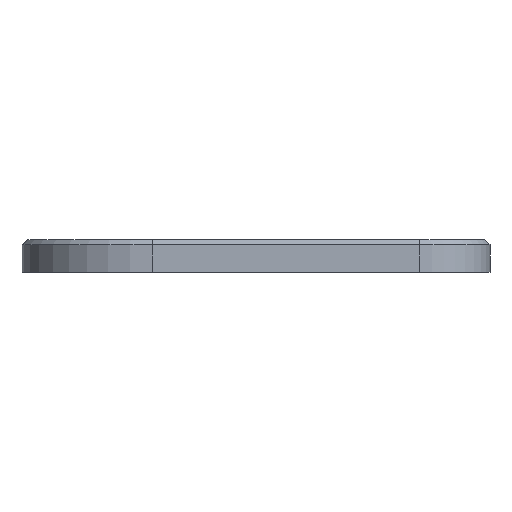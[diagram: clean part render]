
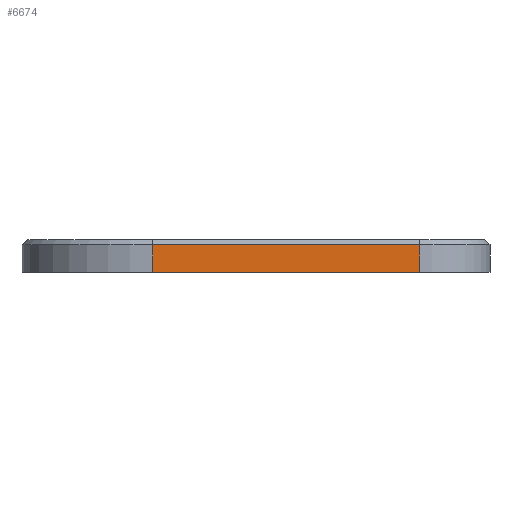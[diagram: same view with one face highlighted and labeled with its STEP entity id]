
A CAD part, left-side view. The second image highlights one B-rep face of the part: STEP entity #6674.
In plain terms, the highlighted planar face has unit normal (-1, 0, 0).
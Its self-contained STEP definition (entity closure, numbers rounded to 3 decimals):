
#917 = PLANE('',#918);
#918 = AXIS2_PLACEMENT_3D('',#919,#920,#921);
#919 = CARTESIAN_POINT('',(-40.7,-20.2,3.9));
#920 = DIRECTION('',(-0.707,0.,0.707));
#921 = DIRECTION('',(-0.,-1.,-0.));
#3149 = VERTEX_POINT('',#3150);
#3150 = CARTESIAN_POINT('',(-41.2,-20.2,3.4));
#3165 = CYLINDRICAL_SURFACE('',#3166,14.);
#3166 = AXIS2_PLACEMENT_3D('',#3167,#3168,#3169);
#3167 = CARTESIAN_POINT('',(-27.2,-20.2,4.4));
#3168 = DIRECTION('',(0.,0.,1.));
#3169 = DIRECTION('',(1.,0.,0.));
#3324 = EDGE_CURVE('',#3149,#3325,#3327,.T.);
#3325 = VERTEX_POINT('',#3326);
#3326 = CARTESIAN_POINT('',(-41.2,33.,3.4));
#3327 = SURFACE_CURVE('',#3328,(#3332,#3339),.PCURVE_S1.);
#3328 = LINE('',#3329,#3330);
#3329 = CARTESIAN_POINT('',(-41.2,-20.2,3.4));
#3330 = VECTOR('',#3331,1.);
#3331 = DIRECTION('',(0.,1.,0.));
#3332 = PCURVE('',#917,#3333);
#3333 = DEFINITIONAL_REPRESENTATION('',(#3334),#3338);
#3334 = LINE('',#3335,#3336);
#3335 = CARTESIAN_POINT('',(-0.,-0.707));
#3336 = VECTOR('',#3337,1.);
#3337 = DIRECTION('',(-1.,0.));
#3338 = ( GEOMETRIC_REPRESENTATION_CONTEXT(2) 
PARAMETRIC_REPRESENTATION_CONTEXT() REPRESENTATION_CONTEXT('2D SPACE',''
  ) );
#3339 = PCURVE('',#3340,#3345);
#3340 = PLANE('',#3341);
#3341 = AXIS2_PLACEMENT_3D('',#3342,#3343,#3344);
#3342 = CARTESIAN_POINT('',(-41.2,-20.2,4.4));
#3343 = DIRECTION('',(1.,0.,0.));
#3344 = DIRECTION('',(0.,1.,0.));
#3345 = DEFINITIONAL_REPRESENTATION('',(#3346),#3350);
#3346 = LINE('',#3347,#3348);
#3347 = CARTESIAN_POINT('',(0.,-1.));
#3348 = VECTOR('',#3349,1.);
#3349 = DIRECTION('',(1.,0.));
#3350 = ( GEOMETRIC_REPRESENTATION_CONTEXT(2) 
PARAMETRIC_REPRESENTATION_CONTEXT() REPRESENTATION_CONTEXT('2D SPACE',''
  ) );
#3442 = CYLINDRICAL_SURFACE('',#3443,26.);
#3443 = AXIS2_PLACEMENT_3D('',#3444,#3445,#3446);
#3444 = CARTESIAN_POINT('',(-15.2,33.,4.4));
#3445 = DIRECTION('',(0.,0.,1.));
#3446 = DIRECTION('',(1.,0.,0.));
#6397 = EDGE_CURVE('',#3149,#6398,#6400,.T.);
#6398 = VERTEX_POINT('',#6399);
#6399 = CARTESIAN_POINT('',(-41.2,-20.2,-2.));
#6400 = SURFACE_CURVE('',#6401,(#6405,#6412),.PCURVE_S1.);
#6401 = LINE('',#6402,#6403);
#6402 = CARTESIAN_POINT('',(-41.2,-20.2,4.4));
#6403 = VECTOR('',#6404,1.);
#6404 = DIRECTION('',(-0.,-0.,-1.));
#6405 = PCURVE('',#3165,#6406);
#6406 = DEFINITIONAL_REPRESENTATION('',(#6407),#6411);
#6407 = LINE('',#6408,#6409);
#6408 = CARTESIAN_POINT('',(3.142,0.));
#6409 = VECTOR('',#6410,1.);
#6410 = DIRECTION('',(0.,-1.));
#6411 = ( GEOMETRIC_REPRESENTATION_CONTEXT(2) 
PARAMETRIC_REPRESENTATION_CONTEXT() REPRESENTATION_CONTEXT('2D SPACE',''
  ) );
#6412 = PCURVE('',#3340,#6413);
#6413 = DEFINITIONAL_REPRESENTATION('',(#6414),#6418);
#6414 = LINE('',#6415,#6416);
#6415 = CARTESIAN_POINT('',(0.,0.));
#6416 = VECTOR('',#6417,1.);
#6417 = DIRECTION('',(0.,-1.));
#6418 = ( GEOMETRIC_REPRESENTATION_CONTEXT(2) 
PARAMETRIC_REPRESENTATION_CONTEXT() REPRESENTATION_CONTEXT('2D SPACE',''
  ) );
#6674 = ADVANCED_FACE('',(#6675),#3340,.F.);
#6675 = FACE_BOUND('',#6676,.F.);
#6676 = EDGE_LOOP('',(#6677,#6678,#6706,#6727));
#6677 = ORIENTED_EDGE('',*,*,#6397,.T.);
#6678 = ORIENTED_EDGE('',*,*,#6679,.T.);
#6679 = EDGE_CURVE('',#6398,#6680,#6682,.T.);
#6680 = VERTEX_POINT('',#6681);
#6681 = CARTESIAN_POINT('',(-41.2,33.,-2.));
#6682 = SURFACE_CURVE('',#6683,(#6687,#6694),.PCURVE_S1.);
#6683 = LINE('',#6684,#6685);
#6684 = CARTESIAN_POINT('',(-41.2,-20.2,-2.));
#6685 = VECTOR('',#6686,1.);
#6686 = DIRECTION('',(0.,1.,0.));
#6687 = PCURVE('',#3340,#6688);
#6688 = DEFINITIONAL_REPRESENTATION('',(#6689),#6693);
#6689 = LINE('',#6690,#6691);
#6690 = CARTESIAN_POINT('',(0.,-6.4));
#6691 = VECTOR('',#6692,1.);
#6692 = DIRECTION('',(1.,0.));
#6693 = ( GEOMETRIC_REPRESENTATION_CONTEXT(2) 
PARAMETRIC_REPRESENTATION_CONTEXT() REPRESENTATION_CONTEXT('2D SPACE',''
  ) );
#6694 = PCURVE('',#6695,#6700);
#6695 = PLANE('',#6696);
#6696 = AXIS2_PLACEMENT_3D('',#6697,#6698,#6699);
#6697 = CARTESIAN_POINT('',(0.,10.55,-2.));
#6698 = DIRECTION('',(0.,0.,-1.));
#6699 = DIRECTION('',(-1.,0.,0.));
#6700 = DEFINITIONAL_REPRESENTATION('',(#6701),#6705);
#6701 = LINE('',#6702,#6703);
#6702 = CARTESIAN_POINT('',(41.2,-30.75));
#6703 = VECTOR('',#6704,1.);
#6704 = DIRECTION('',(0.,1.));
#6705 = ( GEOMETRIC_REPRESENTATION_CONTEXT(2) 
PARAMETRIC_REPRESENTATION_CONTEXT() REPRESENTATION_CONTEXT('2D SPACE',''
  ) );
#6706 = ORIENTED_EDGE('',*,*,#6707,.F.);
#6707 = EDGE_CURVE('',#3325,#6680,#6708,.T.);
#6708 = SURFACE_CURVE('',#6709,(#6713,#6720),.PCURVE_S1.);
#6709 = LINE('',#6710,#6711);
#6710 = CARTESIAN_POINT('',(-41.2,33.,4.4));
#6711 = VECTOR('',#6712,1.);
#6712 = DIRECTION('',(-0.,-0.,-1.));
#6713 = PCURVE('',#3340,#6714);
#6714 = DEFINITIONAL_REPRESENTATION('',(#6715),#6719);
#6715 = LINE('',#6716,#6717);
#6716 = CARTESIAN_POINT('',(53.2,0.));
#6717 = VECTOR('',#6718,1.);
#6718 = DIRECTION('',(0.,-1.));
#6719 = ( GEOMETRIC_REPRESENTATION_CONTEXT(2) 
PARAMETRIC_REPRESENTATION_CONTEXT() REPRESENTATION_CONTEXT('2D SPACE',''
  ) );
#6720 = PCURVE('',#3442,#6721);
#6721 = DEFINITIONAL_REPRESENTATION('',(#6722),#6726);
#6722 = LINE('',#6723,#6724);
#6723 = CARTESIAN_POINT('',(3.142,0.));
#6724 = VECTOR('',#6725,1.);
#6725 = DIRECTION('',(0.,-1.));
#6726 = ( GEOMETRIC_REPRESENTATION_CONTEXT(2) 
PARAMETRIC_REPRESENTATION_CONTEXT() REPRESENTATION_CONTEXT('2D SPACE',''
  ) );
#6727 = ORIENTED_EDGE('',*,*,#3324,.F.);
